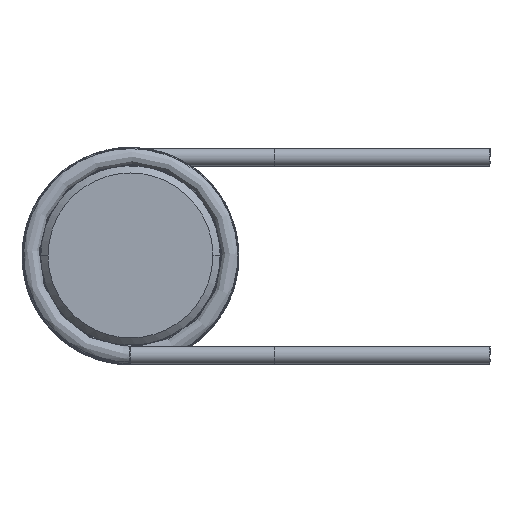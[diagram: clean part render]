
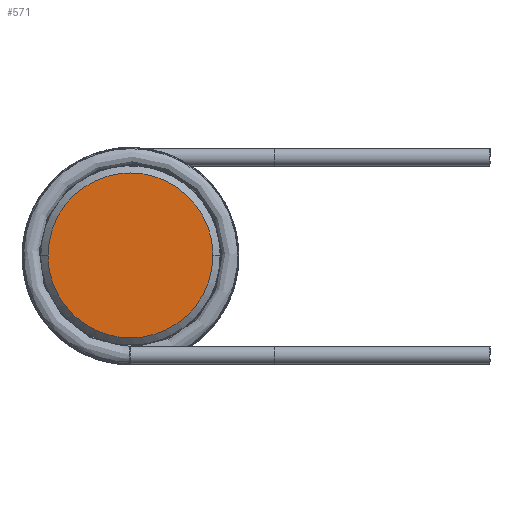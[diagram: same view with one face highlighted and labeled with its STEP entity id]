
A CAD part, top view. The second image highlights one B-rep face of the part: STEP entity #571.
In plain terms, the highlighted free-form (B-spline) face has degree [1, 1] with [2, 2] control points.
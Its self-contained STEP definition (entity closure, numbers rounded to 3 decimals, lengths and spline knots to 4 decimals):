
#429 = EDGE_CURVE('',#430,#432,#434,.T.);
#430 = VERTEX_POINT('',#431);
#431 = CARTESIAN_POINT('',(2.5512,0.,19.4113));
#432 = VERTEX_POINT('',#433);
#433 = CARTESIAN_POINT('',(-2.5512,0.,
    19.4113));
#434 = ( BOUNDED_CURVE() B_SPLINE_CURVE(2,(#435,#436,#437,#438,#439),
.UNSPECIFIED.,.F.,.F.) B_SPLINE_CURVE_WITH_KNOTS((3,2,3),(0.,
1.5708,3.1416),.PIECEWISE_BEZIER_KNOTS.) CURVE() 
GEOMETRIC_REPRESENTATION_ITEM() RATIONAL_B_SPLINE_CURVE((1.,
0.707,1.,0.707,1.)) REPRESENTATION_ITEM('') );
#435 = CARTESIAN_POINT('',(2.5512,0.,19.4113));
#436 = CARTESIAN_POINT('',(2.5512,-2.5512,
    19.4113));
#437 = CARTESIAN_POINT('',(0.,-2.5512,
    19.4113));
#438 = CARTESIAN_POINT('',(-2.5512,-2.5512,
    19.4113));
#439 = CARTESIAN_POINT('',(-2.5512,0.,
    19.4113));
#571 = ADVANCED_FACE('',(#572),#583,.T.);
#572 = FACE_BOUND('',#573,.T.);
#573 = EDGE_LOOP('',(#574,#575));
#574 = ORIENTED_EDGE('',*,*,#429,.F.);
#575 = ORIENTED_EDGE('',*,*,#576,.F.);
#576 = EDGE_CURVE('',#432,#430,#577,.T.);
#577 = ( BOUNDED_CURVE() B_SPLINE_CURVE(2,(#578,#579,#580,#581,#582),
.UNSPECIFIED.,.F.,.F.) B_SPLINE_CURVE_WITH_KNOTS((3,2,3),(3.1416,
4.7124,6.2832),.PIECEWISE_BEZIER_KNOTS.) CURVE() 
GEOMETRIC_REPRESENTATION_ITEM() RATIONAL_B_SPLINE_CURVE((1.,
0.707,1.,0.707,1.)) REPRESENTATION_ITEM('') );
#578 = CARTESIAN_POINT('',(-2.5512,0.,
    19.4113));
#579 = CARTESIAN_POINT('',(-2.5512,2.5512,
    19.4113));
#580 = CARTESIAN_POINT('',(0.,2.5512,
    19.4113));
#581 = CARTESIAN_POINT('',(2.5512,2.5512,19.4113
    ));
#582 = CARTESIAN_POINT('',(2.5512,0.,
    19.4113));
#583 = B_SPLINE_SURFACE_WITH_KNOTS('',1,1,(
    (#584,#585)
    ,(#586,#587
    )),.UNSPECIFIED.,.F.,.F.,.F.,(2,2),(2,2),(-1.6301,
    2.9699),(-2.3,2.3),.PIECEWISE_BEZIER_KNOTS.);
#584 = CARTESIAN_POINT('',(-2.5512,-2.5512,
    19.4113));
#585 = CARTESIAN_POINT('',(-2.5512,2.5512,
    19.4113));
#586 = CARTESIAN_POINT('',(2.5512,-2.5512,
    19.4113));
#587 = CARTESIAN_POINT('',(2.5512,2.5512,19.4113
    ));
